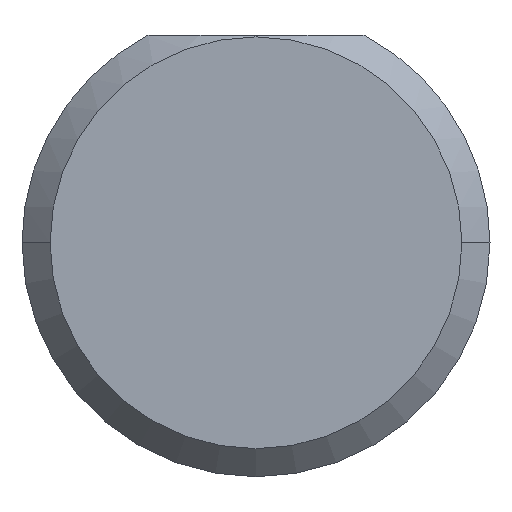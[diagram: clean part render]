
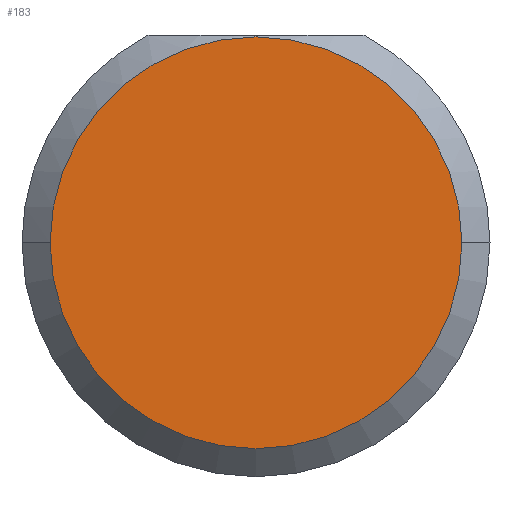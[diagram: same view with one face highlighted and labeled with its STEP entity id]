
A CAD part, left-side view. The second image highlights one B-rep face of the part: STEP entity #183.
In plain terms, the highlighted planar face has unit normal (-1, 0, 0).
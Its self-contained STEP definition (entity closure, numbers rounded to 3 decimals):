
#1 = CARTESIAN_POINT ( 'NONE',  ( -11.7, 0.056, -0.218 ) ) ;
#16 = DIRECTION ( 'NONE',  ( -1., 0., 0. ) ) ;
#29 = DIRECTION ( 'NONE',  ( -1., 0., 0. ) ) ;
#31 = EDGE_CURVE ( 'NONE', #161, #79, #206, .T. ) ;
#38 = FACE_OUTER_BOUND ( 'NONE', #140, .T. ) ;
#65 = CARTESIAN_POINT ( 'NONE',  ( -11.7, 2.256, -0.218 ) ) ;
#79 = VERTEX_POINT ( 'NONE', #176 ) ;
#80 = ORIENTED_EDGE ( 'NONE', *, *, #353, .T. ) ;
#92 = DIRECTION ( 'NONE',  ( 0., 1., 0. ) ) ;
#97 = DIRECTION ( 'NONE',  ( 1., 0., 0. ) ) ;
#140 = EDGE_LOOP ( 'NONE', ( #266, #80 ) ) ;
#152 = AXIS2_PLACEMENT_3D ( 'NONE', #270, #16, #244 ) ;
#155 = PLANE ( 'NONE',  #258 ) ;
#160 = AXIS2_PLACEMENT_3D ( 'NONE', #179, #29, #92 ) ;
#161 = VERTEX_POINT ( 'NONE', #65 ) ;
#176 = CARTESIAN_POINT ( 'NONE',  ( -11.7, -2.144, -0.218 ) ) ;
#179 = CARTESIAN_POINT ( 'NONE',  ( -11.7, 0.056, -0.218 ) ) ;
#183 = ADVANCED_FACE ( 'NONE', ( #38 ), #155, .F. ) ;
#206 = CIRCLE ( 'NONE', #152, 2.2 ) ;
#244 = DIRECTION ( 'NONE',  ( 0., 1., 0. ) ) ;
#258 = AXIS2_PLACEMENT_3D ( 'NONE', #1, #97, #321 ) ;
#266 = ORIENTED_EDGE ( 'NONE', *, *, #31, .T. ) ;
#270 = CARTESIAN_POINT ( 'NONE',  ( -11.7, 0.056, -0.218 ) ) ;
#321 = DIRECTION ( 'NONE',  ( 0., 1., 0. ) ) ;
#338 = CIRCLE ( 'NONE', #160, 2.2 ) ;
#353 = EDGE_CURVE ( 'NONE', #79, #161, #338, .T. ) ;
